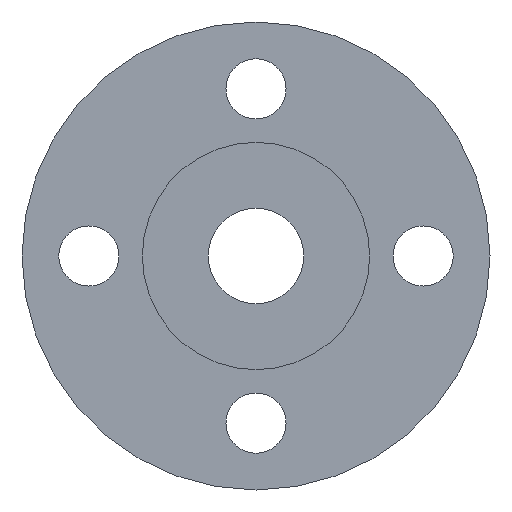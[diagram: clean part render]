
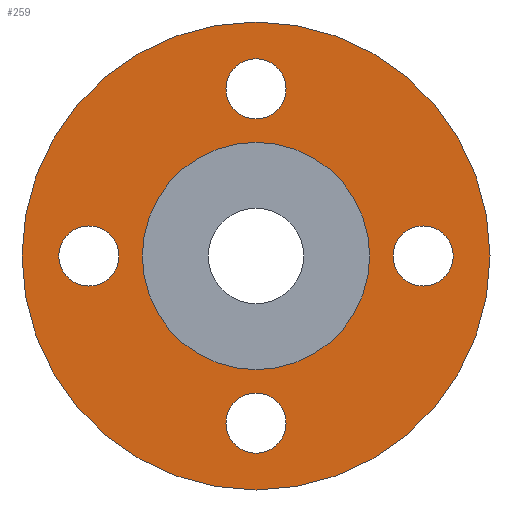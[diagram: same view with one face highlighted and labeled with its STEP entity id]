
A CAD part, front view. The second image highlights one B-rep face of the part: STEP entity #259.
In plain terms, the highlighted planar face has unit normal (0, -1, 0).
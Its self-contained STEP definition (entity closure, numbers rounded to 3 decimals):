
#7 = EDGE_CURVE ( 'NONE', #257, #99, #394, .T. ) ;
#11 = ORIENTED_EDGE ( 'NONE', *, *, #400, .F. ) ;
#15 = DIRECTION ( 'NONE',  ( 0., -1., 0. ) ) ;
#20 = CARTESIAN_POINT ( 'NONE',  ( -50., 2., 9. ) ) ;
#24 = CARTESIAN_POINT ( 'NONE',  ( 0., 2., -34. ) ) ;
#41 = AXIS2_PLACEMENT_3D ( 'NONE', #124, #374, #793 ) ;
#45 = EDGE_CURVE ( 'NONE', #191, #730, #58, .T. ) ;
#50 = EDGE_LOOP ( 'NONE', ( #119, #338 ) ) ;
#53 = EDGE_CURVE ( 'NONE', #180, #699, #639, .T. ) ;
#58 = CIRCLE ( 'NONE', #406, 34. ) ;
#59 = CARTESIAN_POINT ( 'NONE',  ( 0., 2., 0. ) ) ;
#72 = EDGE_CURVE ( 'NONE', #699, #180, #600, .T. ) ;
#75 = CARTESIAN_POINT ( 'NONE',  ( -50., 2., 0. ) ) ;
#77 = VERTEX_POINT ( 'NONE', #132 ) ;
#91 = FACE_BOUND ( 'NONE', #226, .T. ) ;
#92 = ORIENTED_EDGE ( 'NONE', *, *, #365, .F. ) ;
#99 = VERTEX_POINT ( 'NONE', #622 ) ;
#101 = CARTESIAN_POINT ( 'NONE',  ( -50., 2., -9. ) ) ;
#105 = DIRECTION ( 'NONE',  ( 0., -1., 0. ) ) ;
#107 = ORIENTED_EDGE ( 'NONE', *, *, #185, .F. ) ;
#108 = CIRCLE ( 'NONE', #666, 9. ) ;
#119 = ORIENTED_EDGE ( 'NONE', *, *, #785, .T. ) ;
#124 = CARTESIAN_POINT ( 'NONE',  ( 0., 2., -50. ) ) ;
#127 = AXIS2_PLACEMENT_3D ( 'NONE', #145, #392, #436 ) ;
#132 = CARTESIAN_POINT ( 'NONE',  ( 0., 2., 59. ) ) ;
#138 = AXIS2_PLACEMENT_3D ( 'NONE', #344, #105, #594 ) ;
#144 = DIRECTION ( 'NONE',  ( 0., -1., 0. ) ) ;
#145 = CARTESIAN_POINT ( 'NONE',  ( 0., 2., 50. ) ) ;
#163 = CIRCLE ( 'NONE', #138, 9. ) ;
#176 = AXIS2_PLACEMENT_3D ( 'NONE', #486, #242, #492 ) ;
#180 = VERTEX_POINT ( 'NONE', #101 ) ;
#185 = EDGE_CURVE ( 'NONE', #455, #375, #163, .T. ) ;
#190 = CARTESIAN_POINT ( 'NONE',  ( 0., 2., -50. ) ) ;
#191 = VERTEX_POINT ( 'NONE', #24 ) ;
#212 = AXIS2_PLACEMENT_3D ( 'NONE', #75, #15, #508 ) ;
#214 = DIRECTION ( 'NONE',  ( 0., -1., 0. ) ) ;
#226 = EDGE_LOOP ( 'NONE', ( #568, #107 ) ) ;
#229 = CARTESIAN_POINT ( 'NONE',  ( 0., 2., 0. ) ) ;
#230 = AXIS2_PLACEMENT_3D ( 'NONE', #335, #270, #767 ) ;
#235 = DIRECTION ( 'NONE',  ( 0., 1., 0. ) ) ;
#242 = DIRECTION ( 'NONE',  ( 0., -1., 0. ) ) ;
#255 = AXIS2_PLACEMENT_3D ( 'NONE', #404, #214, #777 ) ;
#257 = VERTEX_POINT ( 'NONE', #642 ) ;
#258 = CIRCLE ( 'NONE', #635, 34. ) ;
#259 = ADVANCED_FACE ( 'NONE', ( #91, #721, #274, #280, #333, #772 ), #526, .T. ) ;
#264 = CIRCLE ( 'NONE', #443, 70. ) ;
#270 = DIRECTION ( 'NONE',  ( 0., -1., 0. ) ) ;
#274 = FACE_BOUND ( 'NONE', #717, .T. ) ;
#275 = CIRCLE ( 'NONE', #41, 9. ) ;
#280 = FACE_BOUND ( 'NONE', #562, .T. ) ;
#284 = CIRCLE ( 'NONE', #230, 9. ) ;
#333 = FACE_BOUND ( 'NONE', #50, .T. ) ;
#335 = CARTESIAN_POINT ( 'NONE',  ( 50., 2., 0. ) ) ;
#337 = EDGE_CURVE ( 'NONE', #77, #437, #512, .T. ) ;
#338 = ORIENTED_EDGE ( 'NONE', *, *, #45, .T. ) ;
#344 = CARTESIAN_POINT ( 'NONE',  ( 50., 2., 0. ) ) ;
#361 = ORIENTED_EDGE ( 'NONE', *, *, #72, .F. ) ;
#363 = DIRECTION ( 'NONE',  ( 0., 0., 1. ) ) ;
#365 = EDGE_CURVE ( 'NONE', #679, #779, #275, .T. ) ;
#372 = CARTESIAN_POINT ( 'NONE',  ( 0., 2., 0. ) ) ;
#374 = DIRECTION ( 'NONE',  ( 0., -1., 0. ) ) ;
#375 = VERTEX_POINT ( 'NONE', #561 ) ;
#390 = DIRECTION ( 'NONE',  ( 0., 0., -1. ) ) ;
#392 = DIRECTION ( 'NONE',  ( 0., -1., 0. ) ) ;
#394 = CIRCLE ( 'NONE', #749, 70. ) ;
#400 = EDGE_CURVE ( 'NONE', #99, #257, #264, .T. ) ;
#402 = ORIENTED_EDGE ( 'NONE', *, *, #573, .F. ) ;
#404 = CARTESIAN_POINT ( 'NONE',  ( 0., 2., 34. ) ) ;
#405 = AXIS2_PLACEMENT_3D ( 'NONE', #602, #802, #542 ) ;
#406 = AXIS2_PLACEMENT_3D ( 'NONE', #372, #748, #618 ) ;
#427 = DIRECTION ( 'NONE',  ( 0., 1., 0. ) ) ;
#433 = ORIENTED_EDGE ( 'NONE', *, *, #7, .F. ) ;
#436 = DIRECTION ( 'NONE',  ( 0., 0., -1. ) ) ;
#437 = VERTEX_POINT ( 'NONE', #638 ) ;
#443 = AXIS2_PLACEMENT_3D ( 'NONE', #229, #427, #363 ) ;
#455 = VERTEX_POINT ( 'NONE', #698 ) ;
#466 = ORIENTED_EDGE ( 'NONE', *, *, #543, .F. ) ;
#474 = CARTESIAN_POINT ( 'NONE',  ( 0., 2., 0. ) ) ;
#486 = CARTESIAN_POINT ( 'NONE',  ( -50., 2., 0. ) ) ;
#492 = DIRECTION ( 'NONE',  ( 0., 0., -1. ) ) ;
#508 = DIRECTION ( 'NONE',  ( 0., 0., -1. ) ) ;
#512 = CIRCLE ( 'NONE', #405, 9. ) ;
#517 = CIRCLE ( 'NONE', #127, 9. ) ;
#526 = PLANE ( 'NONE',  #255 ) ;
#532 = CARTESIAN_POINT ( 'NONE',  ( 0., 2., 34. ) ) ;
#542 = DIRECTION ( 'NONE',  ( 0., 0., -1. ) ) ;
#543 = EDGE_CURVE ( 'NONE', #779, #679, #108, .T. ) ;
#561 = CARTESIAN_POINT ( 'NONE',  ( 50., 2., -9. ) ) ;
#562 = EDGE_LOOP ( 'NONE', ( #466, #92 ) ) ;
#568 = ORIENTED_EDGE ( 'NONE', *, *, #712, .F. ) ;
#573 = EDGE_CURVE ( 'NONE', #437, #77, #517, .T. ) ;
#577 = CARTESIAN_POINT ( 'NONE',  ( 0., 2., -41. ) ) ;
#594 = DIRECTION ( 'NONE',  ( 0., 0., -1. ) ) ;
#600 = CIRCLE ( 'NONE', #212, 9. ) ;
#601 = EDGE_LOOP ( 'NONE', ( #11, #433 ) ) ;
#602 = CARTESIAN_POINT ( 'NONE',  ( 0., 2., 50. ) ) ;
#618 = DIRECTION ( 'NONE',  ( 0., 0., 1. ) ) ;
#621 = ORIENTED_EDGE ( 'NONE', *, *, #53, .F. ) ;
#622 = CARTESIAN_POINT ( 'NONE',  ( 0., 2., 70. ) ) ;
#635 = AXIS2_PLACEMENT_3D ( 'NONE', #474, #792, #673 ) ;
#638 = CARTESIAN_POINT ( 'NONE',  ( 0., 2., 41. ) ) ;
#639 = CIRCLE ( 'NONE', #176, 9. ) ;
#642 = CARTESIAN_POINT ( 'NONE',  ( 0., 2., -70. ) ) ;
#647 = ORIENTED_EDGE ( 'NONE', *, *, #337, .F. ) ;
#666 = AXIS2_PLACEMENT_3D ( 'NONE', #190, #144, #390 ) ;
#673 = DIRECTION ( 'NONE',  ( 0., 0., 1. ) ) ;
#679 = VERTEX_POINT ( 'NONE', #577 ) ;
#698 = CARTESIAN_POINT ( 'NONE',  ( 50., 2., 9. ) ) ;
#699 = VERTEX_POINT ( 'NONE', #20 ) ;
#712 = EDGE_CURVE ( 'NONE', #375, #455, #284, .T. ) ;
#717 = EDGE_LOOP ( 'NONE', ( #621, #361 ) ) ;
#721 = FACE_BOUND ( 'NONE', #782, .T. ) ;
#730 = VERTEX_POINT ( 'NONE', #532 ) ;
#734 = DIRECTION ( 'NONE',  ( 0., 0., 1. ) ) ;
#735 = CARTESIAN_POINT ( 'NONE',  ( 0., 2., -59. ) ) ;
#748 = DIRECTION ( 'NONE',  ( 0., 1., 0. ) ) ;
#749 = AXIS2_PLACEMENT_3D ( 'NONE', #59, #235, #734 ) ;
#767 = DIRECTION ( 'NONE',  ( 0., 0., -1. ) ) ;
#772 = FACE_OUTER_BOUND ( 'NONE', #601, .T. ) ;
#777 = DIRECTION ( 'NONE',  ( 0., 0., -1. ) ) ;
#779 = VERTEX_POINT ( 'NONE', #735 ) ;
#782 = EDGE_LOOP ( 'NONE', ( #402, #647 ) ) ;
#785 = EDGE_CURVE ( 'NONE', #730, #191, #258, .T. ) ;
#792 = DIRECTION ( 'NONE',  ( 0., 1., 0. ) ) ;
#793 = DIRECTION ( 'NONE',  ( 0., 0., -1. ) ) ;
#802 = DIRECTION ( 'NONE',  ( 0., -1., 0. ) ) ;
